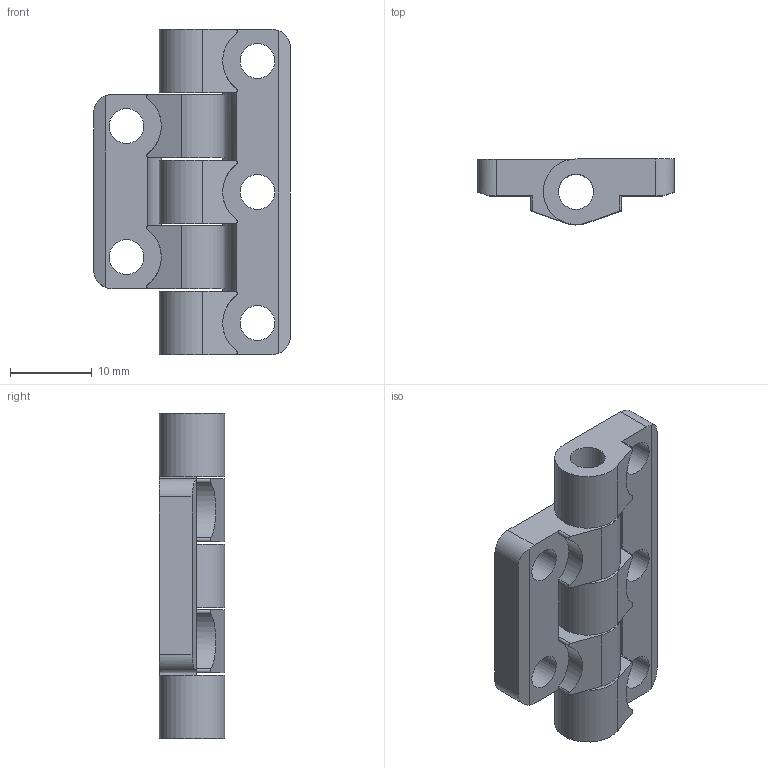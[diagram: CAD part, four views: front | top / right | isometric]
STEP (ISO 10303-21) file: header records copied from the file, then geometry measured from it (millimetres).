
FILE_DESCRIPTION(/* description */ (''),/* implementation_level */ '2;1');
FILE_NAME(/* name */ 'CustomPlasticHinges.step',/* time_stamp */ '2024-09-27T13:30:10+10:00',/* author */ (''),/* organization */ (''),/* preprocessor_version */ 'ST-DEVELOPER v20',/* originating_system */ 'Autodesk Translation Framework v13.20.0.188',/* authorisation */ '');
FILE_SCHEMA (('AUTOMOTIVE_DESIGN { 1 0 10303 214 3 1 1 }'));
Length unit declared in the file: millimetre
Products named in the file (4): CustomPlasticHingesMiddle; Component1; CustomPlasticHinges v2; Component3
Assembly tree (3 placements, depth 3):
  CustomPlasticHingesMiddle
    Component1
    CustomPlasticHinges v2
      Component3
Bounding box: 24 x 8 x 39.7 mm (x, y, z)
Volume: 3405.7 mm3; surface area: 3524 mm2
Topology: 2 solids, 2 shells, 60 faces, 168 edges, 112 vertices
Faces by surface type: cylinder 37, plane 23
Full cylindrical faces by diameter (mm): 4.25 x5, 4.3 x5
Entity records: 2142 total; most frequent: DIRECTION 376, CARTESIAN_POINT 368, ORIENTED_EDGE 336, EDGE_CURVE 168, AXIS2_PLACEMENT_3D 145, VERTEX_POINT 112, LINE 86, VECTOR 86
